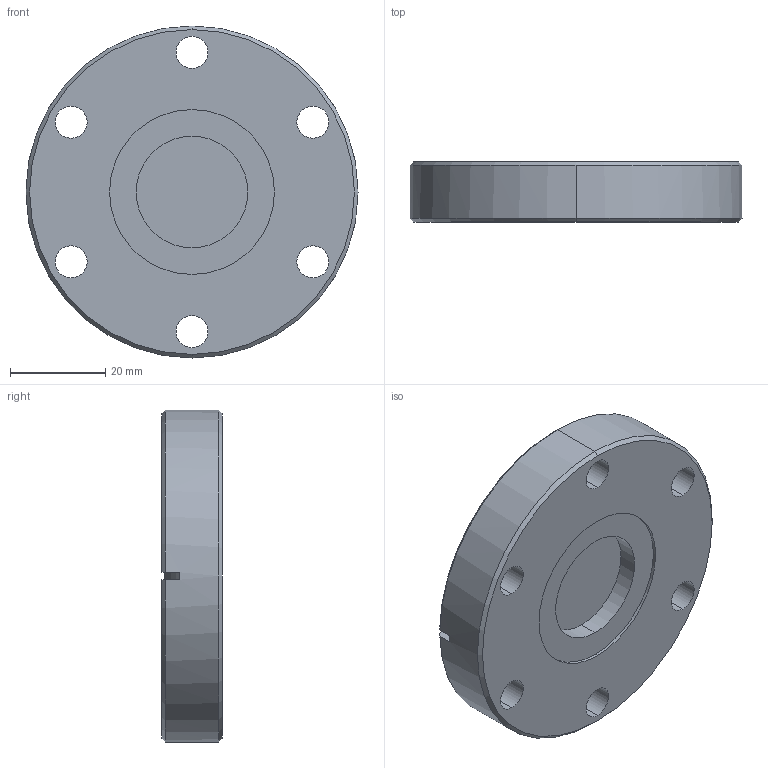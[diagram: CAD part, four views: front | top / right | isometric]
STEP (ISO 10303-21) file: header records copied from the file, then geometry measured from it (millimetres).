
FILE_DESCRIPTION (( 'STEP AP203' ), '1' );
FILE_NAME ('A3982-1-CF.STEP', '2020-10-16T13:53:06', ( '' ), ( '' ), 'SwSTEP 2.0', 'SolidWorks 2020', '' );
FILE_SCHEMA (( 'CONFIG_CONTROL_DESIGN' ));
Length unit declared in the file: inch
Products named in the file (1): A3982-1-CF
Bounding box: 69.85 x 12.7 x 69.85 mm (x, y, z)
Volume: 38356.1 mm3; surface area: 14169.9 mm2
Topology: 2 solids, 2 shells, 63 faces, 148 edges, 95 vertices
Faces by surface type: cylinder 36, plane 16, cone 7, torus 4
Entity records: 1959 total; most frequent: DIRECTION 357, CARTESIAN_POINT 334, ORIENTED_EDGE 296, AXIS2_PLACEMENT_3D 153, EDGE_CURVE 148, VERTEX_POINT 95, CIRCLE 89, EDGE_LOOP 83
